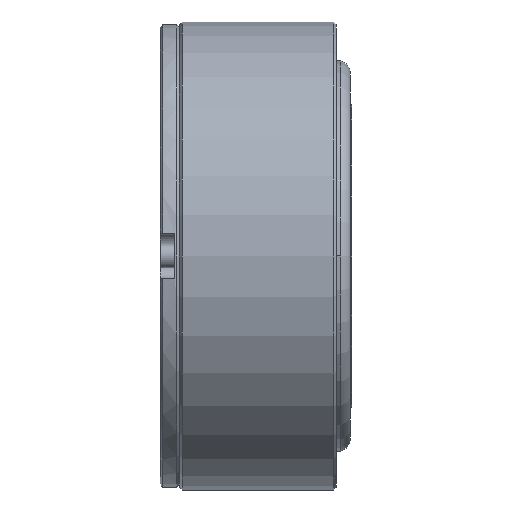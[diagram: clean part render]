
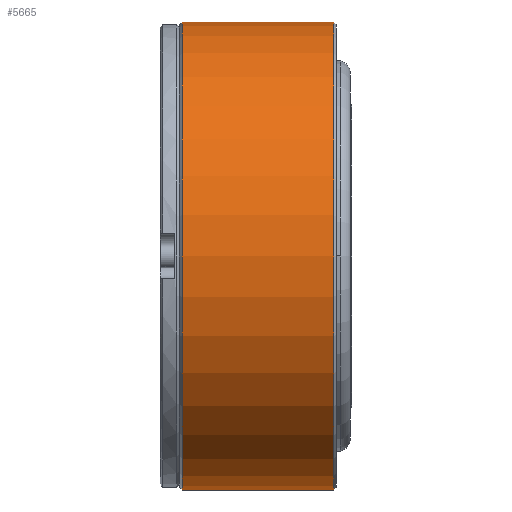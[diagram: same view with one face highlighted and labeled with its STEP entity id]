
A CAD part, front view. The second image highlights one B-rep face of the part: STEP entity #5665.
In plain terms, the highlighted cylindrical face has radius 69.647 mm (diameter 139.294 mm), a partial arc.
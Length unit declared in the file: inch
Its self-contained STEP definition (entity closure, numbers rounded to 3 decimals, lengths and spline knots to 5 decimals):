
#870 = CARTESIAN_POINT ( 'NONE',  ( -0.47063, 0., -2.742 ) ) ;
#903 = EDGE_CURVE ( 'NONE', #3714, #2262, #9920, .T. ) ;
#925 = CARTESIAN_POINT ( 'NONE',  ( 0.313, 0., -2.742 ) ) ;
#1134 = DIRECTION ( 'NONE',  ( 1., 0., 0. ) ) ;
#1281 = VERTEX_POINT ( 'NONE', #925 ) ;
#1715 = LINE ( 'NONE', #870, #10696 ) ;
#2182 = AXIS2_PLACEMENT_3D ( 'NONE', #2648, #10232, #6851 ) ;
#2262 = VERTEX_POINT ( 'NONE', #9153 ) ;
#2648 = CARTESIAN_POINT ( 'NONE',  ( -0.47063, 0., 0. ) ) ;
#2672 = CARTESIAN_POINT ( 'NONE',  ( -0.47063, 0., 2.742 ) ) ;
#2963 = CIRCLE ( 'NONE', #3275, 2.742 ) ;
#3275 = AXIS2_PLACEMENT_3D ( 'NONE', #6195, #1134, #7053 ) ;
#3516 = DIRECTION ( 'NONE',  ( -1., 0., 0. ) ) ;
#3714 = VERTEX_POINT ( 'NONE', #9907 ) ;
#4000 = EDGE_CURVE ( 'NONE', #10628, #1281, #2963, .T. ) ;
#4374 = EDGE_CURVE ( 'NONE', #2262, #10628, #8772, .T. ) ;
#4624 = CARTESIAN_POINT ( 'NONE',  ( 2.09, 0., 0. ) ) ;
#5323 = ORIENTED_EDGE ( 'NONE', *, *, #903, .T. ) ;
#5468 = DIRECTION ( 'NONE',  ( 0., 0., -1. ) ) ;
#5597 = AXIS2_PLACEMENT_3D ( 'NONE', #4624, #10532, #5468 ) ;
#5665 = ADVANCED_FACE ( 'NONE', ( #10164 ), #7667, .T. ) ;
#5925 = DIRECTION ( 'NONE',  ( -1., 0., 0. ) ) ;
#6129 = CARTESIAN_POINT ( 'NONE',  ( 0.313, 0., 2.742 ) ) ;
#6195 = CARTESIAN_POINT ( 'NONE',  ( 0.313, 0., 0. ) ) ;
#6237 = ORIENTED_EDGE ( 'NONE', *, *, #10932, .F. ) ;
#6254 = VECTOR ( 'NONE', #3516, 39.37008 ) ;
#6851 = DIRECTION ( 'NONE',  ( 0., 0., -1. ) ) ;
#7053 = DIRECTION ( 'NONE',  ( 0., 0., -1. ) ) ;
#7103 = ORIENTED_EDGE ( 'NONE', *, *, #4000, .T. ) ;
#7667 = CYLINDRICAL_SURFACE ( 'NONE', #2182, 2.742 ) ;
#8772 = LINE ( 'NONE', #2672, #6254 ) ;
#9153 = CARTESIAN_POINT ( 'NONE',  ( 2.09, 0., 2.742 ) ) ;
#9183 = EDGE_LOOP ( 'NONE', ( #5323, #9854, #7103, #6237 ) ) ;
#9854 = ORIENTED_EDGE ( 'NONE', *, *, #4374, .T. ) ;
#9907 = CARTESIAN_POINT ( 'NONE',  ( 2.09, 0., -2.742 ) ) ;
#9920 = CIRCLE ( 'NONE', #5597, 2.742 ) ;
#10164 = FACE_OUTER_BOUND ( 'NONE', #9183, .T. ) ;
#10232 = DIRECTION ( 'NONE',  ( -1., 0., 0. ) ) ;
#10532 = DIRECTION ( 'NONE',  ( -1., 0., 0. ) ) ;
#10628 = VERTEX_POINT ( 'NONE', #6129 ) ;
#10696 = VECTOR ( 'NONE', #5925, 39.37008 ) ;
#10932 = EDGE_CURVE ( 'NONE', #3714, #1281, #1715, .T. ) ;
